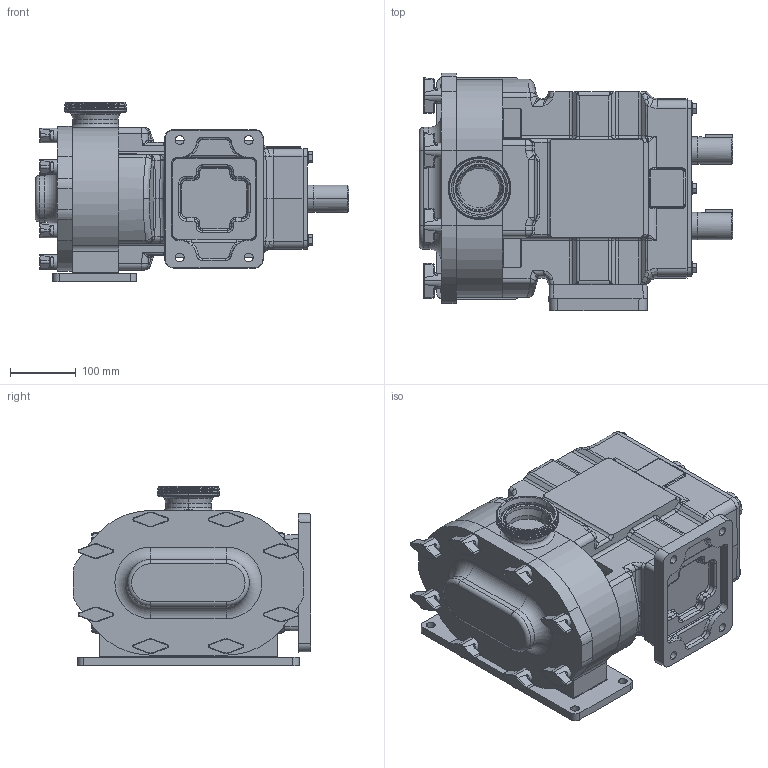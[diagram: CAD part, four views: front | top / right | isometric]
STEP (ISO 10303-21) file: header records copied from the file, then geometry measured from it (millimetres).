
FILE_DESCRIPTION (( 'STEP AP214' ), '1' );
FILE_NAME ('TRA10-0640-016.STEP', '2024-04-05T14:07:23', ( '' ), ( '' ), 'SwSTEP 2.0', 'SolidWorks 2022', '' );
FILE_SCHEMA (( 'AUTOMOTIVE_DESIGN' ));
Length unit declared in the file: inch
Products named in the file (5): TRA10-0600-COVER-STD; 0600DIN11851-25; TRA10-0600-GEARBOX-H; TRA10-0640-016; TRA10-0640-BODY
Assembly tree (4 placements, depth 2):
  TRA10-0640-016
    TRA10-0600-GEARBOX-H
    TRA10-0640-BODY
    TRA10-0600-COVER-STD
    0600DIN11851-25
Bounding box: 475.32 x 360.3 x 271.46 mm (x, y, z)
Volume: 20151739.6 mm3; surface area: 931118.2 mm2
Topology: 4 solids, 4 shells, 1122 faces, 2720 edges, 1610 vertices
Faces by surface type: cylinder 395, plane 297, bspline 212, torus 120, cone 82, sphere 16
Entity records: 42065 total; most frequent: CARTESIAN_POINT 17906, ORIENTED_EDGE 5384, DIRECTION 4690, EDGE_CURVE 2692, AXIS2_PLACEMENT_3D 1821, VERTEX_POINT 1610, EDGE_LOOP 1172, ADVANCED_FACE 1122
